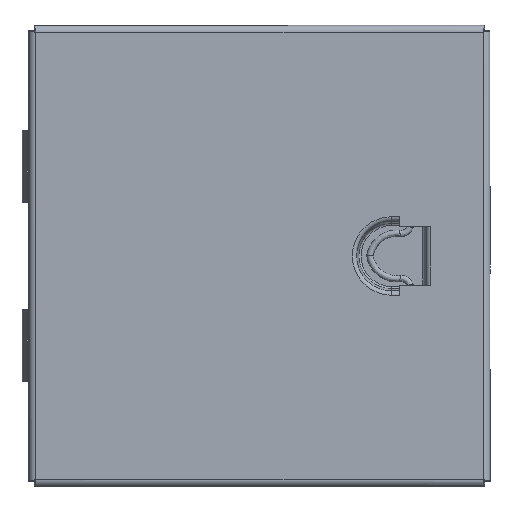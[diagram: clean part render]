
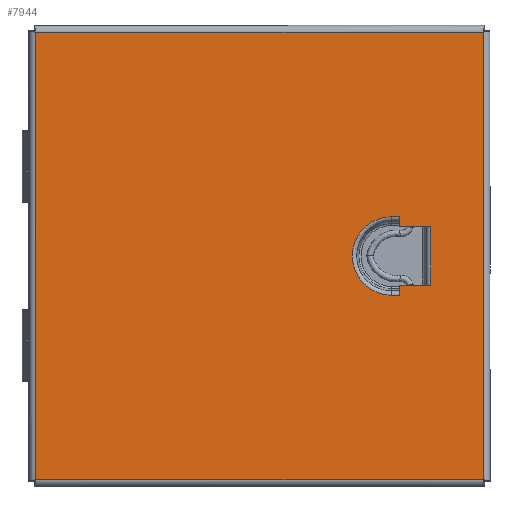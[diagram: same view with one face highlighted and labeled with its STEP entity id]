
A CAD part, top view. The second image highlights one B-rep face of the part: STEP entity #7944.
In plain terms, the highlighted planar face has unit normal (0, 0, 1).
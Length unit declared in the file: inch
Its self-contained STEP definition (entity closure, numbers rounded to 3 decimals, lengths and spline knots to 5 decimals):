
#141=FACE_BOUND($,#1408,.T.);
#142=FACE_BOUND($,#1409,.T.);
#444=PLANE($,#8559);
#1408=EDGE_LOOP($,(#6912,#6913,#6914,#6915,#6916,#6917,#6918,#6919));
#1409=EDGE_LOOP($,(#6920,#6921,#6922,#6923));
#2120=LINE($,#12791,#2901);
#2124=LINE($,#12802,#2905);
#2125=LINE($,#12811,#2906);
#2128=LINE($,#12817,#2909);
#2129=LINE($,#12819,#2910);
#2131=LINE($,#12823,#2912);
#2135=LINE($,#12829,#2916);
#2143=LINE($,#12856,#2924);
#2158=LINE($,#12955,#2939);
#2172=LINE($,#13053,#2953);
#2186=LINE($,#13150,#2967);
#2901=VECTOR($,#10391,0.8125);
#2905=VECTOR($,#10401,0.115);
#2906=VECTOR($,#10414,0.115);
#2909=VECTOR($,#10419,0.14171);
#2910=VECTOR($,#10422,0.43296);
#2912=VECTOR($,#10426,0.14171);
#2916=VECTOR($,#10432,0.43296);
#2924=VECTOR($,#10448,6.25);
#2939=VECTOR($,#10477,6.25);
#2953=VECTOR($,#10505,6.25);
#2967=VECTOR($,#10533,6.25);
#3150=CIRCLE($,#8521,0.54796);
#3714=VERTEX_POINT($,#12784);
#3717=VERTEX_POINT($,#12789);
#3720=VERTEX_POINT($,#12799);
#3721=VERTEX_POINT($,#12801);
#3722=VERTEX_POINT($,#12805);
#3723=VERTEX_POINT($,#12809);
#3725=VERTEX_POINT($,#12815);
#3726=VERTEX_POINT($,#12822);
#3734=VERTEX_POINT($,#12847);
#3735=VERTEX_POINT($,#12855);
#3744=VERTEX_POINT($,#12947);
#3753=VERTEX_POINT($,#13045);
#4677=EDGE_CURVE($,#3717,#3714,#2120,.T.);
#4682=EDGE_CURVE($,#3720,#3721,#2124,.T.);
#4685=EDGE_CURVE($,#3722,#3720,#3150,.T.);
#4687=EDGE_CURVE($,#3723,#3722,#2125,.T.);
#4690=EDGE_CURVE($,#3723,#3725,#2128,.T.);
#4691=EDGE_CURVE($,#3714,#3725,#2129,.T.);
#4693=EDGE_CURVE($,#3721,#3726,#2131,.T.);
#4697=EDGE_CURVE($,#3717,#3726,#2135,.T.);
#4706=EDGE_CURVE($,#3734,#3735,#2143,.T.);
#4725=EDGE_CURVE($,#3744,#3734,#2158,.T.);
#4743=EDGE_CURVE($,#3753,#3744,#2172,.T.);
#4761=EDGE_CURVE($,#3735,#3753,#2186,.T.);
#6912=ORIENTED_EDGE($,*,*,#4697,.T.);
#6913=ORIENTED_EDGE($,*,*,#4693,.F.);
#6914=ORIENTED_EDGE($,*,*,#4682,.F.);
#6915=ORIENTED_EDGE($,*,*,#4685,.F.);
#6916=ORIENTED_EDGE($,*,*,#4687,.F.);
#6917=ORIENTED_EDGE($,*,*,#4690,.T.);
#6918=ORIENTED_EDGE($,*,*,#4691,.F.);
#6919=ORIENTED_EDGE($,*,*,#4677,.F.);
#6920=ORIENTED_EDGE($,*,*,#4743,.F.);
#6921=ORIENTED_EDGE($,*,*,#4761,.F.);
#6922=ORIENTED_EDGE($,*,*,#4706,.F.);
#6923=ORIENTED_EDGE($,*,*,#4725,.F.);
#7944=ADVANCED_FACE($,(#141,#142),#444,.T.);
#8521=AXIS2_PLACEMENT_3D($,#12807,#10408,#10409);
#8559=AXIS2_PLACEMENT_3D($,#13235,#10557,#10558);
#10391=DIRECTION($,(0.,1.,0.));
#10401=DIRECTION($,(1.,0.,0.));
#10408=DIRECTION('center_axis',(0.,0.,1.));
#10409=DIRECTION('ref_axis',(-1.,0.,0.));
#10414=DIRECTION($,(-1.,0.,0.));
#10419=DIRECTION($,(0.,-1.,0.));
#10422=DIRECTION($,(-1.,0.,0.));
#10426=DIRECTION($,(0.,1.,0.));
#10432=DIRECTION($,(-1.,0.,0.));
#10448=DIRECTION($,(0.,1.,0.));
#10477=DIRECTION($,(-1.,0.,0.));
#10505=DIRECTION($,(0.,-1.,0.));
#10533=DIRECTION($,(1.,0.,0.));
#10557=DIRECTION('center_axis',(0.,0.,1.));
#10558=DIRECTION('ref_axis',(1.,0.,0.));
#12784=CARTESIAN_POINT('',(2.39121,0.40625,0.062));
#12789=CARTESIAN_POINT('',(2.39121,-0.40625,0.062));
#12791=CARTESIAN_POINT($,(2.39121,-0.25,0.062));
#12799=CARTESIAN_POINT('',(1.84325,-0.54796,0.062));
#12801=CARTESIAN_POINT('',(1.95825,-0.54796,0.062));
#12802=CARTESIAN_POINT($,(0.92163,-0.54796,0.062));
#12805=CARTESIAN_POINT('',(1.84325,0.54796,0.062));
#12807=CARTESIAN_POINT('Origin',(1.84325,0.,0.062));
#12809=CARTESIAN_POINT('',(1.95825,0.54796,0.062));
#12811=CARTESIAN_POINT($,(1.17163,0.54796,0.062));
#12815=CARTESIAN_POINT('',(1.95825,0.40625,0.062));
#12817=CARTESIAN_POINT($,(1.95825,0.5,0.062));
#12819=CARTESIAN_POINT($,(1.17163,0.40625,0.062));
#12822=CARTESIAN_POINT('',(1.95825,-0.40625,0.062));
#12823=CARTESIAN_POINT($,(1.95825,-0.25,0.062));
#12829=CARTESIAN_POINT($,(2.34325,-0.40625,0.062));
#12847=CARTESIAN_POINT('',(-3.125,-3.125,0.062));
#12855=CARTESIAN_POINT('',(-3.125,3.125,0.062));
#12856=CARTESIAN_POINT($,(-3.125,-3.125,0.062));
#12947=CARTESIAN_POINT('',(3.125,-3.125,0.062));
#12955=CARTESIAN_POINT($,(3.125,-3.125,0.062));
#13045=CARTESIAN_POINT('',(3.125,3.125,0.062));
#13053=CARTESIAN_POINT($,(3.125,3.125,0.062));
#13150=CARTESIAN_POINT($,(-3.125,3.125,0.062));
#13235=CARTESIAN_POINT('Origin',(0.,0.,
0.062));
